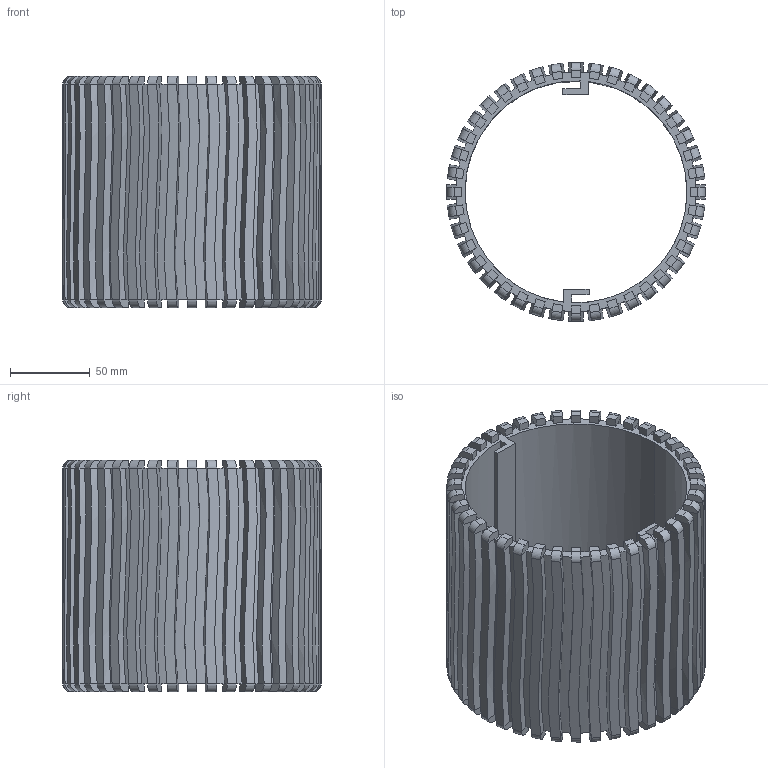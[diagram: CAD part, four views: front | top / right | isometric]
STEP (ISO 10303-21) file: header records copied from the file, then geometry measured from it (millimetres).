
FILE_DESCRIPTION (( 'STEP AP203' ), '1' );
FILE_NAME ('TYRE.STEP', '2025-12-04T09:15:03', ( '' ), ( '' ), 'SwSTEP 2.0', 'SolidWorks 2022', '' );
FILE_SCHEMA (( 'CONFIG_CONTROL_DESIGN' ));
Length unit declared in the file: millimetre
Products named in the file (1): TYRE
Bounding box: 162 x 162 x 145 mm (x, y, z)
Volume: 566876.1 mm3; surface area: 217362.5 mm2
Topology: 6 solids, 6 shells, 590 faces, 1422 edges, 844 vertices
Faces by surface type: plane 385, cylinder 123, bspline 82
Entity records: 18249 total; most frequent: CARTESIAN_POINT 4969, ORIENTED_EDGE 2844, DIRECTION 2526, EDGE_CURVE 1422, VECTOR 1008, LINE 1008, VERTEX_POINT 844, AXIS2_PLACEMENT_3D 759
